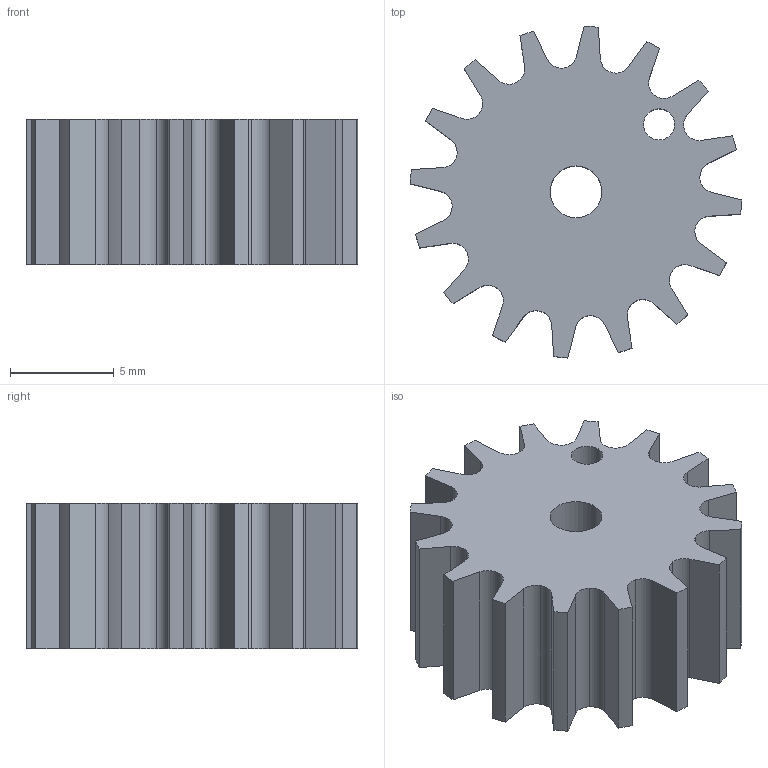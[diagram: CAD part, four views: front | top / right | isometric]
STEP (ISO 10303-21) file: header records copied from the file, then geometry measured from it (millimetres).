
FILE_DESCRIPTION(('produced by SPATIAL CORP'),'2;1');
FILE_NAME( 'gear_damper.prt.hh.sat.stp','2002-04-19T14:08:02+00:00',('SPATIAL CORP'),('SPATIAL CORP'), 'ACIS STEP Husk','http://www.spatial.com','SPATIAL CORP');
FILE_SCHEMA(('CONFIG_CONTROL_DESIGN'));
Length unit declared in the file: millimetre
Products named in the file (1): PRODUCT_ID_1
Bounding box: 15.98 x 15.98 x 7 mm (x, y, z)
Volume: 982.5 mm3; surface area: 988.5 mm2
Topology: 1 solids, 1 shells, 86 faces, 252 edges, 168 vertices
Faces by surface type: cylinder 52, plane 34
Entity records: 2753 total; most frequent: ORIENTED_EDGE 504, CARTESIAN_POINT 458, DIRECTION 432, EDGE_CURVE 252, VERTEX_POINT 168, VECTOR 148, LINE 148, AXIS2_PLACEMENT_3D 142
